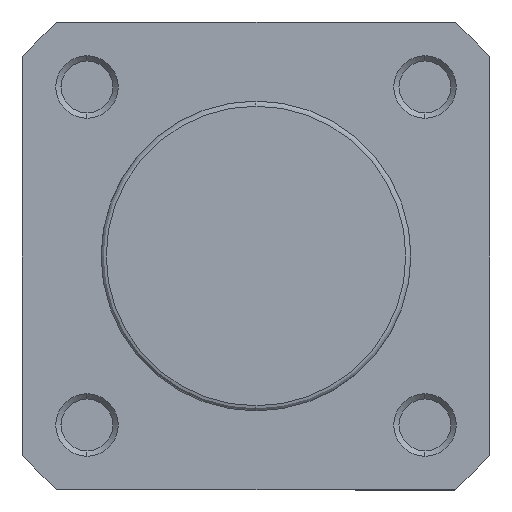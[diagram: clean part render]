
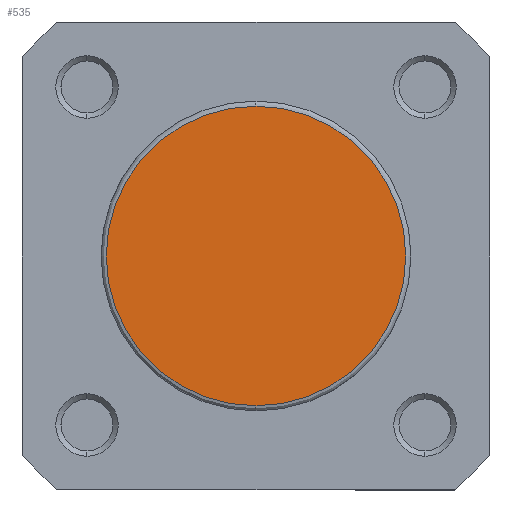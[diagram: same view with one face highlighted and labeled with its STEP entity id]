
A CAD part, left-side view. The second image highlights one B-rep face of the part: STEP entity #535.
In plain terms, the highlighted planar face has unit normal (-1, 0, 0).
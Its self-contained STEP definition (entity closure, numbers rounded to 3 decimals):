
#97 = AXIS2_PLACEMENT_3D ( 'NONE', #2044, #2046, #2047 ) ;
#399 = AXIS2_PLACEMENT_3D ( 'NONE', #4951, #4952, #4953 ) ;
#421 = AXIS2_PLACEMENT_3D ( 'NONE', #5072, #5081, #5082 ) ;
#535 = ADVANCED_FACE ( 'NONE', ( #3680 ), #2045, .T. ) ;
#861 = EDGE_LOOP ( 'NONE', ( #3044, #3045 ) ) ;
#2044 = CARTESIAN_POINT ( 'NONE',  ( 0., -14.9, 0. ) ) ;
#2045 = PLANE ( 'NONE',  #97 ) ;
#2046 = DIRECTION ( 'NONE',  ( -1., 0., 0. ) ) ;
#2047 = DIRECTION ( 'NONE',  ( 0., 0., 1. ) ) ;
#3044 = ORIENTED_EDGE ( 'NONE', *, *, #3225, .T. ) ;
#3045 = ORIENTED_EDGE ( 'NONE', *, *, #3277, .T. ) ;
#3225 = EDGE_CURVE ( 'NONE', #3632, #3630, #4351, .T. ) ;
#3277 = EDGE_CURVE ( 'NONE', #3630, #3632, #4432, .T. ) ;
#3630 = VERTEX_POINT ( 'NONE', #5408 ) ;
#3632 = VERTEX_POINT ( 'NONE', #5410 ) ;
#3680 = FACE_OUTER_BOUND ( 'NONE', #861, .T. ) ;
#4351 = CIRCLE ( 'NONE', #399, 14.4 ) ;
#4432 = CIRCLE ( 'NONE', #421, 14.4 ) ;
#4951 = CARTESIAN_POINT ( 'NONE',  ( 0., 0., 0. ) ) ;
#4952 = DIRECTION ( 'NONE',  ( -1., 0., 0. ) ) ;
#4953 = DIRECTION ( 'NONE',  ( 0., 0., 1. ) ) ;
#5072 = CARTESIAN_POINT ( 'NONE',  ( 0., 0., 0. ) ) ;
#5081 = DIRECTION ( 'NONE',  ( -1., 0., 0. ) ) ;
#5082 = DIRECTION ( 'NONE',  ( 0., 0., 1. ) ) ;
#5408 = CARTESIAN_POINT ( 'NONE',  ( 0., 0., -14.4 ) ) ;
#5410 = CARTESIAN_POINT ( 'NONE',  ( 0., 0., 14.4 ) ) ;
